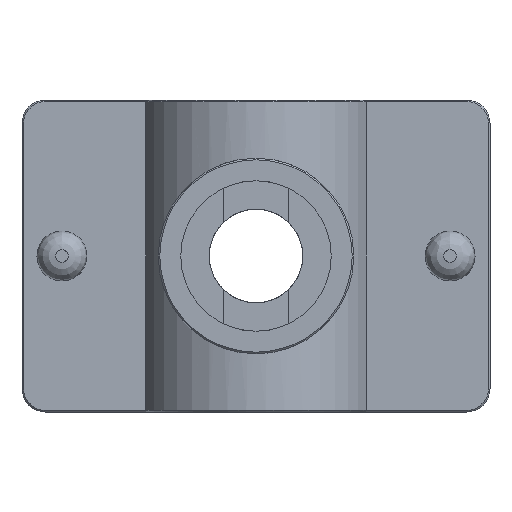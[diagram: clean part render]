
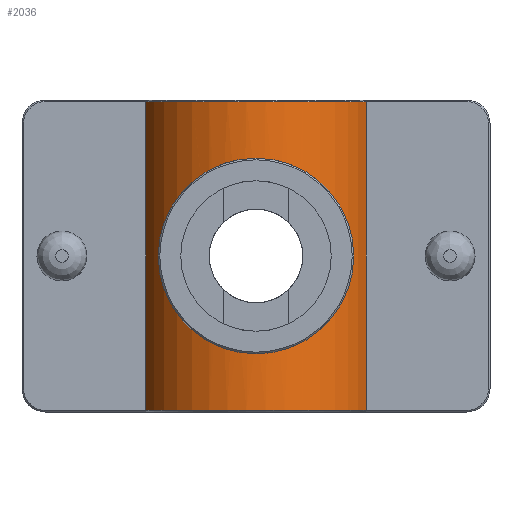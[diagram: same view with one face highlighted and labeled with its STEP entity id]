
A CAD part, front view. The second image highlights one B-rep face of the part: STEP entity #2036.
In plain terms, the highlighted cylindrical face has radius 18.75 mm (diameter 37.5 mm), a partial arc.
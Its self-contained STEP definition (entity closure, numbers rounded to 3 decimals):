
#62=LINE('',#2972,#222);
#63=LINE('',#2975,#223);
#64=LINE('',#2978,#224);
#65=LINE('',#2981,#225);
#162=LINE('',#3523,#322);
#163=LINE('',#3525,#323);
#222=VECTOR('',#2318,5.5);
#223=VECTOR('',#2321,5.5);
#224=VECTOR('',#2324,5.5);
#225=VECTOR('',#2327,5.5);
#322=VECTOR('',#2658,49.5);
#323=VECTOR('',#2661,49.5);
#466=FACE_BOUND('',#710,.T.);
#566=FACE_OUTER_BOUND('',#709,.T.);
#709=EDGE_LOOP('',(#1666,#1667,#1668,#1669));
#710=EDGE_LOOP('',(#1670,#1671,#1672,#1673,#1674,#1675,#1676,#1677));
#836=CIRCLE('',#2200,18.75);
#837=CIRCLE('',#2203,18.75);
#875=B_SPLINE_CURVE_WITH_KNOTS('',3,(#2902,#2903,#2904,#2905,#2906,#2907,
#2908,#2909,#2910,#2911,#2912,#2913,#2914,#2915),.UNSPECIFIED.,.F.,.F.,
(4,2,2,2,2,2,4),(1.708,1.716,2.002,2.288,
2.574,2.861,2.868),.UNSPECIFIED.);
#876=B_SPLINE_CURVE_WITH_KNOTS('',3,(#2919,#2920,#2921,#2922,#2923,#2924,
#2925,#2926,#2927,#2928,#2929,#2930,#2931,#2932,#2933),.UNSPECIFIED.,.F.,
 .F.,(4,2,2,3,2,2,4),(-0.58,-0.572,-0.286,
0.,0.286,0.572,0.58),.UNSPECIFIED.);
#878=B_SPLINE_CURVE_WITH_KNOTS('',3,(#2983,#2984,#2985,#2986,#2987,#2988,
#2989,#2990,#2991,#2992,#2993,#2994,#2995,#2996),.UNSPECIFIED.,.F.,.F.,
(4,2,2,2,2,2,4),(1.355,1.416,1.651,1.886,
2.12,2.355,2.416),.UNSPECIFIED.);
#879=B_SPLINE_CURVE_WITH_KNOTS('',3,(#2998,#2999,#3000,#3001,#3002,#3003,
#3004,#3005,#3006,#3007,#3008,#3009,#3010,#3011),.UNSPECIFIED.,.F.,.F.,
(4,2,2,2,2,2,4),(5.127,5.188,5.422,5.657,
5.891,6.126,6.187),.UNSPECIFIED.);
#897=VERTEX_POINT('',#2900);
#898=VERTEX_POINT('',#2901);
#899=VERTEX_POINT('',#2916);
#900=VERTEX_POINT('',#2918);
#902=VERTEX_POINT('',#2971);
#903=VERTEX_POINT('',#2973);
#904=VERTEX_POINT('',#2977);
#905=VERTEX_POINT('',#2979);
#1003=VERTEX_POINT('',#3463);
#1004=VERTEX_POINT('',#3468);
#1005=VERTEX_POINT('',#3475);
#1007=VERTEX_POINT('',#3484);
#1083=EDGE_CURVE('',#897,#898,#875,.T.);
#1085=EDGE_CURVE('',#900,#899,#876,.T.);
#1088=EDGE_CURVE('',#902,#897,#62,.T.);
#1090=EDGE_CURVE('',#899,#903,#63,.T.);
#1091=EDGE_CURVE('',#904,#900,#64,.T.);
#1093=EDGE_CURVE('',#898,#905,#65,.T.);
#1094=EDGE_CURVE('',#903,#902,#878,.T.);
#1095=EDGE_CURVE('',#905,#904,#879,.T.);
#1236=EDGE_CURVE('',#1003,#1004,#836,.T.);
#1242=EDGE_CURVE('',#1007,#1005,#837,.T.);
#1259=EDGE_CURVE('',#1003,#1005,#162,.T.);
#1260=EDGE_CURVE('',#1004,#1007,#163,.T.);
#1666=ORIENTED_EDGE('',*,*,#1236,.F.);
#1667=ORIENTED_EDGE('',*,*,#1259,.T.);
#1668=ORIENTED_EDGE('',*,*,#1242,.F.);
#1669=ORIENTED_EDGE('',*,*,#1260,.F.);
#1670=ORIENTED_EDGE('',*,*,#1083,.T.);
#1671=ORIENTED_EDGE('',*,*,#1093,.T.);
#1672=ORIENTED_EDGE('',*,*,#1095,.T.);
#1673=ORIENTED_EDGE('',*,*,#1091,.T.);
#1674=ORIENTED_EDGE('',*,*,#1085,.T.);
#1675=ORIENTED_EDGE('',*,*,#1090,.T.);
#1676=ORIENTED_EDGE('',*,*,#1094,.T.);
#1677=ORIENTED_EDGE('',*,*,#1088,.T.);
#1949=CYLINDRICAL_SURFACE('',#2218,18.75);
#2036=ADVANCED_FACE('',(#566,#466),#1949,.T.);
#2200=AXIS2_PLACEMENT_3D('',#3469,#2608,#2609);
#2203=AXIS2_PLACEMENT_3D('',#3489,#2616,#2617);
#2218=AXIS2_PLACEMENT_3D('',#3524,#2659,#2660);
#2318=DIRECTION('',(0.,0.,-1.));
#2321=DIRECTION('',(0.,0.,1.));
#2324=DIRECTION('',(0.,0.,1.));
#2327=DIRECTION('',(0.,0.,-1.));
#2608=DIRECTION('center_axis',(0.,0.,-1.));
#2609=DIRECTION('ref_axis',(1.,0.,0.));
#2616=DIRECTION('center_axis',(0.,0.,1.));
#2617=DIRECTION('ref_axis',(1.,0.,0.));
#2658=DIRECTION('',(0.,0.,1.));
#2659=DIRECTION('center_axis',(0.,0.,1.));
#2660=DIRECTION('ref_axis',(1.,0.,0.));
#2661=DIRECTION('',(0.,0.,1.));
#2900=CARTESIAN_POINT('',(5.25,-18.,5.356));
#2901=CARTESIAN_POINT('',(5.25,-18.,-5.356));
#2902=CARTESIAN_POINT('Ctrl Pts',(5.25,-18.,5.356));
#2903=CARTESIAN_POINT('Ctrl Pts',(5.268,-17.995,5.339));
#2904=CARTESIAN_POINT('Ctrl Pts',(5.286,-17.99,5.321));
#2905=CARTESIAN_POINT('Ctrl Pts',(5.964,-17.79,4.643));
#2906=CARTESIAN_POINT('Ctrl Pts',(6.539,-17.578,3.807));
#2907=CARTESIAN_POINT('Ctrl Pts',(7.307,-17.272,1.963));
#2908=CARTESIAN_POINT('Ctrl Pts',(7.5,-17.185,0.954));
#2909=CARTESIAN_POINT('Ctrl Pts',(7.5,-17.185,-0.954));
#2910=CARTESIAN_POINT('Ctrl Pts',(7.307,-17.272,-1.963));
#2911=CARTESIAN_POINT('Ctrl Pts',(6.539,-17.578,-3.807));
#2912=CARTESIAN_POINT('Ctrl Pts',(5.964,-17.79,-4.643));
#2913=CARTESIAN_POINT('Ctrl Pts',(5.286,-17.99,-5.321));
#2914=CARTESIAN_POINT('Ctrl Pts',(5.268,-17.995,-5.339));
#2915=CARTESIAN_POINT('Ctrl Pts',(5.25,-18.,-5.356));
#2916=CARTESIAN_POINT('',(-5.25,-18.,5.356));
#2918=CARTESIAN_POINT('',(-5.25,-18.,-5.356));
#2919=CARTESIAN_POINT('Ctrl Pts',(-5.25,-18.,-5.356));
#2920=CARTESIAN_POINT('Ctrl Pts',(-5.268,-17.995,-5.339));
#2921=CARTESIAN_POINT('Ctrl Pts',(-5.286,-17.99,-5.321));
#2922=CARTESIAN_POINT('Ctrl Pts',(-5.964,-17.79,-4.643));
#2923=CARTESIAN_POINT('Ctrl Pts',(-6.539,-17.578,-3.807));
#2924=CARTESIAN_POINT('Ctrl Pts',(-7.307,-17.272,-1.963));
#2925=CARTESIAN_POINT('Ctrl Pts',(-7.5,-17.185,-0.954));
#2926=CARTESIAN_POINT('Ctrl Pts',(-7.5,-17.185,0.));
#2927=CARTESIAN_POINT('Ctrl Pts',(-7.5,-17.185,0.954));
#2928=CARTESIAN_POINT('Ctrl Pts',(-7.307,-17.272,1.963));
#2929=CARTESIAN_POINT('Ctrl Pts',(-6.539,-17.578,3.807));
#2930=CARTESIAN_POINT('Ctrl Pts',(-5.964,-17.79,4.643));
#2931=CARTESIAN_POINT('Ctrl Pts',(-5.286,-17.99,5.321));
#2932=CARTESIAN_POINT('Ctrl Pts',(-5.268,-17.995,5.339));
#2933=CARTESIAN_POINT('Ctrl Pts',(-5.25,-18.,5.356));
#2971=CARTESIAN_POINT('',(5.25,-18.,10.856));
#2972=CARTESIAN_POINT('',(5.25,-18.,0.));
#2973=CARTESIAN_POINT('',(-5.25,-18.,10.856));
#2975=CARTESIAN_POINT('',(-5.25,-18.,0.));
#2977=CARTESIAN_POINT('',(-5.25,-18.,-10.856));
#2978=CARTESIAN_POINT('',(-5.25,-18.,0.));
#2979=CARTESIAN_POINT('',(5.25,-18.,-10.856));
#2981=CARTESIAN_POINT('',(5.25,-18.,0.));
#2983=CARTESIAN_POINT('Ctrl Pts',(-5.25,-18.,10.856));
#2984=CARTESIAN_POINT('Ctrl Pts',(-5.063,-18.054,10.946));
#2985=CARTESIAN_POINT('Ctrl Pts',(-4.874,-18.107,11.032));
#2986=CARTESIAN_POINT('Ctrl Pts',(-3.942,-18.347,11.424));
#2987=CARTESIAN_POINT('Ctrl Pts',(-3.163,-18.498,11.664));
#2988=CARTESIAN_POINT('Ctrl Pts',(-1.584,-18.7,11.981));
#2989=CARTESIAN_POINT('Ctrl Pts',(-0.782,-18.75,12.059));
#2990=CARTESIAN_POINT('Ctrl Pts',(0.782,-18.75,12.059));
#2991=CARTESIAN_POINT('Ctrl Pts',(1.584,-18.7,11.981));
#2992=CARTESIAN_POINT('Ctrl Pts',(3.163,-18.498,11.664));
#2993=CARTESIAN_POINT('Ctrl Pts',(3.942,-18.347,11.424));
#2994=CARTESIAN_POINT('Ctrl Pts',(4.874,-18.107,11.032));
#2995=CARTESIAN_POINT('Ctrl Pts',(5.063,-18.054,10.946));
#2996=CARTESIAN_POINT('Ctrl Pts',(5.25,-18.,10.856));
#2998=CARTESIAN_POINT('Ctrl Pts',(5.25,-18.,-10.856));
#2999=CARTESIAN_POINT('Ctrl Pts',(5.063,-18.054,-10.946));
#3000=CARTESIAN_POINT('Ctrl Pts',(4.874,-18.107,-11.032));
#3001=CARTESIAN_POINT('Ctrl Pts',(3.942,-18.347,-11.424));
#3002=CARTESIAN_POINT('Ctrl Pts',(3.163,-18.498,-11.664));
#3003=CARTESIAN_POINT('Ctrl Pts',(1.584,-18.7,-11.981));
#3004=CARTESIAN_POINT('Ctrl Pts',(0.782,-18.75,-12.059));
#3005=CARTESIAN_POINT('Ctrl Pts',(-0.782,-18.75,-12.059));
#3006=CARTESIAN_POINT('Ctrl Pts',(-1.584,-18.7,-11.981));
#3007=CARTESIAN_POINT('Ctrl Pts',(-3.163,-18.498,-11.664));
#3008=CARTESIAN_POINT('Ctrl Pts',(-3.942,-18.347,-11.424));
#3009=CARTESIAN_POINT('Ctrl Pts',(-4.874,-18.107,-11.032));
#3010=CARTESIAN_POINT('Ctrl Pts',(-5.063,-18.054,-10.946));
#3011=CARTESIAN_POINT('Ctrl Pts',(-5.25,-18.,-10.856));
#3463=CARTESIAN_POINT('',(17.678,-6.25,-24.75));
#3468=CARTESIAN_POINT('',(-17.678,-6.25,-24.75));
#3469=CARTESIAN_POINT('Origin',(0.,0.,-24.75));
#3475=CARTESIAN_POINT('',(17.678,-6.25,24.75));
#3484=CARTESIAN_POINT('',(-17.678,-6.25,24.75));
#3489=CARTESIAN_POINT('Origin',(0.,0.,24.75));
#3523=CARTESIAN_POINT('',(17.678,-6.25,0.));
#3524=CARTESIAN_POINT('Origin',(0.,0.,0.));
#3525=CARTESIAN_POINT('',(-17.678,-6.25,0.));
